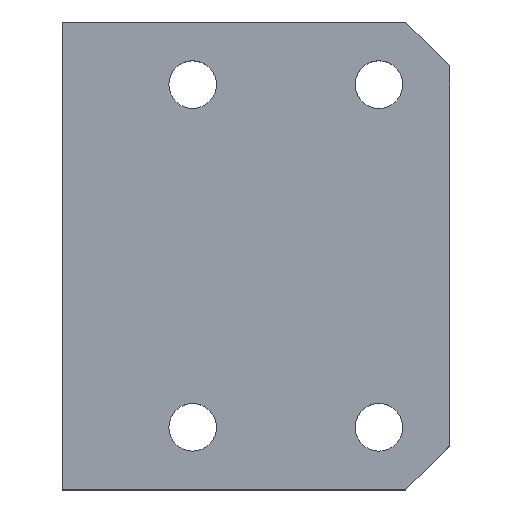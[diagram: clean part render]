
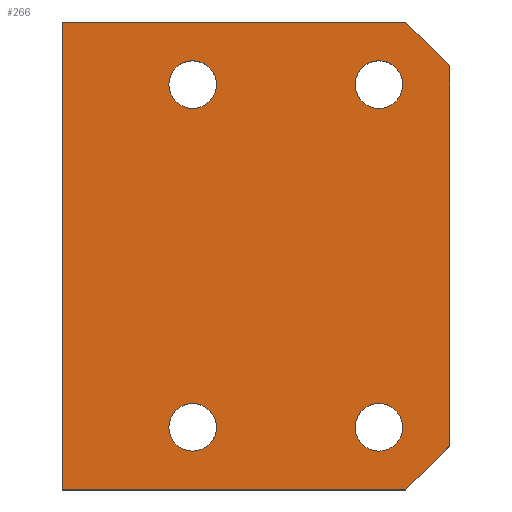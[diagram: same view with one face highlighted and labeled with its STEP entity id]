
A CAD part, top view. The second image highlights one B-rep face of the part: STEP entity #266.
In plain terms, the highlighted planar face has unit normal (0, 0, 1).
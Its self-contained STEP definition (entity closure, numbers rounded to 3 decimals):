
#10 = VECTOR ( 'NONE', #115, 1000. ) ;
#24 = ORIENTED_EDGE ( 'NONE', *, *, #270, .F. ) ;
#27 = ORIENTED_EDGE ( 'NONE', *, *, #398, .T. ) ;
#28 = DIRECTION ( 'NONE',  ( 1., 0., 0. ) ) ;
#34 = PLANE ( 'NONE',  #554 ) ;
#38 = CARTESIAN_POINT ( 'NONE',  ( 68.114, -49.925, 5. ) ) ;
#39 = ORIENTED_EDGE ( 'NONE', *, *, #538, .F. ) ;
#42 = VERTEX_POINT ( 'NONE', #275 ) ;
#48 = DIRECTION ( 'NONE',  ( 1., 0., 0. ) ) ;
#50 = EDGE_CURVE ( 'NONE', #450, #374, #130, .T. ) ;
#56 = ORIENTED_EDGE ( 'NONE', *, *, #166, .F. ) ;
#62 = LINE ( 'NONE', #142, #78 ) ;
#64 = CIRCLE ( 'NONE', #160, 1.6 ) ;
#70 = LINE ( 'NONE', #380, #10 ) ;
#74 = DIRECTION ( 'NONE',  ( 1., 0., 0. ) ) ;
#77 = CIRCLE ( 'NONE', #451, 1.6 ) ;
#78 = VECTOR ( 'NONE', #324, 1000. ) ;
#80 = VERTEX_POINT ( 'NONE', #263 ) ;
#85 = CIRCLE ( 'NONE', #523, 1.6 ) ;
#103 = CARTESIAN_POINT ( 'NONE',  ( 55.614, -26.925, 5. ) ) ;
#109 = VECTOR ( 'NONE', #433, 1000. ) ;
#110 = DIRECTION ( 'NONE',  ( 1., 0., 0. ) ) ;
#115 = DIRECTION ( 'NONE',  ( 0., -1., 0. ) ) ;
#119 = CARTESIAN_POINT ( 'NONE',  ( 72.864, -25.675, 5. ) ) ;
#123 = CARTESIAN_POINT ( 'NONE',  ( 69.914, -54.125, 5. ) ) ;
#125 = LINE ( 'NONE', #170, #382 ) ;
#129 = CARTESIAN_POINT ( 'NONE',  ( 68.114, -49.925, 5. ) ) ;
#130 = CIRCLE ( 'NONE', #264, 1.6 ) ;
#131 = EDGE_LOOP ( 'NONE', ( #39, #379 ) ) ;
#139 = DIRECTION ( 'NONE',  ( 0., 0., 1. ) ) ;
#140 = ORIENTED_EDGE ( 'NONE', *, *, #356, .T. ) ;
#142 = CARTESIAN_POINT ( 'NONE',  ( 72.864, -25.675, 5. ) ) ;
#153 = DIRECTION ( 'NONE',  ( -1., 0., 0. ) ) ;
#156 = ORIENTED_EDGE ( 'NONE', *, *, #50, .F. ) ;
#160 = AXIS2_PLACEMENT_3D ( 'NONE', #38, #428, #213 ) ;
#162 = CARTESIAN_POINT ( 'NONE',  ( 46.864, -22.725, 5. ) ) ;
#163 = VERTEX_POINT ( 'NONE', #195 ) ;
#166 = EDGE_CURVE ( 'NONE', #163, #510, #551, .T. ) ;
#170 = CARTESIAN_POINT ( 'NONE',  ( 69.914, -54.125, 5. ) ) ;
#171 = ORIENTED_EDGE ( 'NONE', *, *, #414, .T. ) ;
#175 = AXIS2_PLACEMENT_3D ( 'NONE', #423, #557, #74 ) ;
#177 = VERTEX_POINT ( 'NONE', #404 ) ;
#195 = CARTESIAN_POINT ( 'NONE',  ( 57.214, -49.925, 5. ) ) ;
#197 = DIRECTION ( 'NONE',  ( 0., 1., 0. ) ) ;
#198 = EDGE_CURVE ( 'NONE', #348, #365, #62, .T. ) ;
#209 = CARTESIAN_POINT ( 'NONE',  ( 0., 0., 5. ) ) ;
#211 = AXIS2_PLACEMENT_3D ( 'NONE', #400, #465, #28 ) ;
#213 = DIRECTION ( 'NONE',  ( 1., 0., 0. ) ) ;
#216 = DIRECTION ( 'NONE',  ( 1., 0., 0. ) ) ;
#221 = ORIENTED_EDGE ( 'NONE', *, *, #333, .T. ) ;
#223 = DIRECTION ( 'NONE',  ( 1., 0., 0. ) ) ;
#226 = DIRECTION ( 'NONE',  ( 0., 0., 1. ) ) ;
#233 = AXIS2_PLACEMENT_3D ( 'NONE', #103, #283, #493 ) ;
#239 = EDGE_LOOP ( 'NONE', ( #24, #56 ) ) ;
#242 = LINE ( 'NONE', #469, #483 ) ;
#244 = FACE_OUTER_BOUND ( 'NONE', #260, .T. ) ;
#248 = FACE_BOUND ( 'NONE', #239, .T. ) ;
#251 = CIRCLE ( 'NONE', #175, 1.6 ) ;
#255 = CARTESIAN_POINT ( 'NONE',  ( 72.864, -25.675, 5. ) ) ;
#257 = EDGE_CURVE ( 'NONE', #80, #278, #251, .T. ) ;
#258 = CIRCLE ( 'NONE', #211, 1.6 ) ;
#259 = CARTESIAN_POINT ( 'NONE',  ( 69.914, -54.125, 5. ) ) ;
#260 = EDGE_LOOP ( 'NONE', ( #171, #27, #221, #424, #140, #429 ) ) ;
#263 = CARTESIAN_POINT ( 'NONE',  ( 57.214, -26.925, 5. ) ) ;
#264 = AXIS2_PLACEMENT_3D ( 'NONE', #352, #315, #223 ) ;
#266 = ADVANCED_FACE ( 'NONE', ( #244, #334, #347, #248, #341 ), #34, .F. ) ;
#270 = EDGE_CURVE ( 'NONE', #510, #163, #258, .T. ) ;
#271 = LINE ( 'NONE', #123, #109 ) ;
#275 = CARTESIAN_POINT ( 'NONE',  ( 66.514, -49.925, 5. ) ) ;
#278 = VERTEX_POINT ( 'NONE', #516 ) ;
#283 = DIRECTION ( 'NONE',  ( 0., 0., 1. ) ) ;
#295 = EDGE_LOOP ( 'NONE', ( #427, #297 ) ) ;
#297 = ORIENTED_EDGE ( 'NONE', *, *, #361, .F. ) ;
#305 = VERTEX_POINT ( 'NONE', #162 ) ;
#307 = CARTESIAN_POINT ( 'NONE',  ( 69.714, -49.925, 5. ) ) ;
#314 = DIRECTION ( 'NONE',  ( 0., 0., 1. ) ) ;
#315 = DIRECTION ( 'NONE',  ( 0., 0., 1. ) ) ;
#324 = DIRECTION ( 'NONE',  ( -0.707, 0.707, 0. ) ) ;
#333 = EDGE_CURVE ( 'NONE', #547, #348, #337, .T. ) ;
#334 = FACE_BOUND ( 'NONE', #131, .T. ) ;
#337 = LINE ( 'NONE', #119, #359 ) ;
#341 = FACE_BOUND ( 'NONE', #295, .T. ) ;
#347 = FACE_BOUND ( 'NONE', #466, .T. ) ;
#348 = VERTEX_POINT ( 'NONE', #255 ) ;
#351 = CARTESIAN_POINT ( 'NONE',  ( 68.114, -26.925, 5. ) ) ;
#352 = CARTESIAN_POINT ( 'NONE',  ( 68.114, -26.925, 5. ) ) ;
#356 = EDGE_CURVE ( 'NONE', #365, #305, #242, .T. ) ;
#359 = VECTOR ( 'NONE', #197, 1000. ) ;
#361 = EDGE_CURVE ( 'NONE', #377, #42, #64, .T. ) ;
#365 = VERTEX_POINT ( 'NONE', #419 ) ;
#371 = EDGE_CURVE ( 'NONE', #305, #177, #70, .T. ) ;
#374 = VERTEX_POINT ( 'NONE', #552 ) ;
#377 = VERTEX_POINT ( 'NONE', #307 ) ;
#379 = ORIENTED_EDGE ( 'NONE', *, *, #257, .F. ) ;
#380 = CARTESIAN_POINT ( 'NONE',  ( 46.864, -54.125, 5. ) ) ;
#382 = VECTOR ( 'NONE', #399, 1000. ) ;
#384 = AXIS2_PLACEMENT_3D ( 'NONE', #533, #139, #110 ) ;
#387 = DIRECTION ( 'NONE',  ( 0., 0., -1. ) ) ;
#396 = CARTESIAN_POINT ( 'NONE',  ( 66.514, -26.925, 5. ) ) ;
#398 = EDGE_CURVE ( 'NONE', #508, #547, #271, .T. ) ;
#399 = DIRECTION ( 'NONE',  ( 1., 0., 0. ) ) ;
#400 = CARTESIAN_POINT ( 'NONE',  ( 55.614, -49.925, 5. ) ) ;
#404 = CARTESIAN_POINT ( 'NONE',  ( 46.864, -54.125, 5. ) ) ;
#414 = EDGE_CURVE ( 'NONE', #177, #508, #125, .T. ) ;
#419 = CARTESIAN_POINT ( 'NONE',  ( 69.914, -22.725, 5. ) ) ;
#423 = CARTESIAN_POINT ( 'NONE',  ( 55.614, -26.925, 5. ) ) ;
#424 = ORIENTED_EDGE ( 'NONE', *, *, #198, .T. ) ;
#427 = ORIENTED_EDGE ( 'NONE', *, *, #503, .F. ) ;
#428 = DIRECTION ( 'NONE',  ( 0., 0., 1. ) ) ;
#429 = ORIENTED_EDGE ( 'NONE', *, *, #371, .T. ) ;
#433 = DIRECTION ( 'NONE',  ( 0.707, 0.707, 0. ) ) ;
#443 = CARTESIAN_POINT ( 'NONE',  ( 54.014, -49.925, 5. ) ) ;
#445 = EDGE_CURVE ( 'NONE', #374, #450, #77, .T. ) ;
#446 = CARTESIAN_POINT ( 'NONE',  ( 72.864, -51.175, 5. ) ) ;
#450 = VERTEX_POINT ( 'NONE', #396 ) ;
#451 = AXIS2_PLACEMENT_3D ( 'NONE', #351, #226, #216 ) ;
#465 = DIRECTION ( 'NONE',  ( 0., 0., 1. ) ) ;
#466 = EDGE_LOOP ( 'NONE', ( #156, #544 ) ) ;
#469 = CARTESIAN_POINT ( 'NONE',  ( 46.864, -22.725, 5. ) ) ;
#483 = VECTOR ( 'NONE', #153, 1000. ) ;
#493 = DIRECTION ( 'NONE',  ( 1., 0., 0. ) ) ;
#503 = EDGE_CURVE ( 'NONE', #42, #377, #85, .T. ) ;
#508 = VERTEX_POINT ( 'NONE', #259 ) ;
#510 = VERTEX_POINT ( 'NONE', #443 ) ;
#516 = CARTESIAN_POINT ( 'NONE',  ( 54.014, -26.925, 5. ) ) ;
#523 = AXIS2_PLACEMENT_3D ( 'NONE', #129, #314, #48 ) ;
#533 = CARTESIAN_POINT ( 'NONE',  ( 55.614, -49.925, 5. ) ) ;
#538 = EDGE_CURVE ( 'NONE', #278, #80, #550, .T. ) ;
#544 = ORIENTED_EDGE ( 'NONE', *, *, #445, .F. ) ;
#547 = VERTEX_POINT ( 'NONE', #446 ) ;
#550 = CIRCLE ( 'NONE', #233, 1.6 ) ;
#551 = CIRCLE ( 'NONE', #384, 1.6 ) ;
#552 = CARTESIAN_POINT ( 'NONE',  ( 69.714, -26.925, 5. ) ) ;
#554 = AXIS2_PLACEMENT_3D ( 'NONE', #209, #387, #555 ) ;
#555 = DIRECTION ( 'NONE',  ( -1., 0., 0. ) ) ;
#557 = DIRECTION ( 'NONE',  ( 0., 0., 1. ) ) ;
